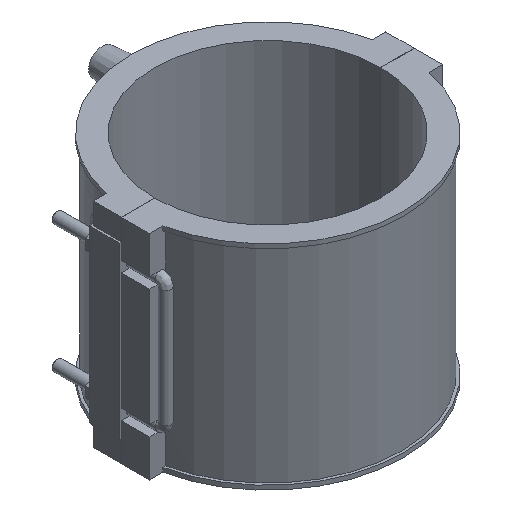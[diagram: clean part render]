
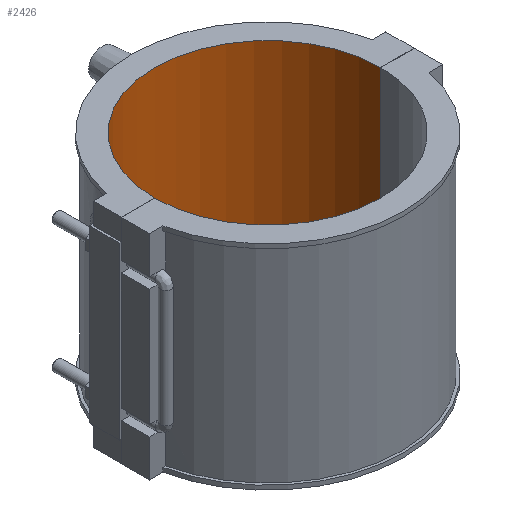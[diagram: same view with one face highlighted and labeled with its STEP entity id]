
A CAD part, isometric view. The second image highlights one B-rep face of the part: STEP entity #2426.
In plain terms, the highlighted cylindrical face has radius 62.5 mm (diameter 125 mm), a partial arc.
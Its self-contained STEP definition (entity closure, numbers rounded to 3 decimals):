
#269=LINE('',#4719,#480);
#296=LINE('',#4945,#507);
#480=VECTOR('',#3091,118.);
#507=VECTOR('',#3208,118.);
#606=CYLINDRICAL_SURFACE('',#2635,62.5);
#731=FACE_OUTER_BOUND('',#910,.T.);
#910=EDGE_LOOP('',(#2200,#2201,#2202,#2203));
#1004=CIRCLE('',#2632,62.5);
#1005=CIRCLE('',#2634,62.5);
#1241=VERTEX_POINT('',#4716);
#1242=VERTEX_POINT('',#4718);
#1269=VERTEX_POINT('',#4942);
#1270=VERTEX_POINT('',#4944);
#1540=EDGE_CURVE('',#1242,#1241,#269,.T.);
#1589=EDGE_CURVE('',#1270,#1269,#296,.T.);
#1592=EDGE_CURVE('',#1242,#1269,#1004,.T.);
#1593=EDGE_CURVE('',#1270,#1241,#1005,.T.);
#2200=ORIENTED_EDGE('',*,*,#1589,.T.);
#2201=ORIENTED_EDGE('',*,*,#1592,.F.);
#2202=ORIENTED_EDGE('',*,*,#1540,.T.);
#2203=ORIENTED_EDGE('',*,*,#1593,.F.);
#2426=ADVANCED_FACE('',(#731),#606,.F.);
#2632=AXIS2_PLACEMENT_3D('',#4950,#3213,#3214);
#2634=AXIS2_PLACEMENT_3D('',#4952,#3217,#3218);
#2635=AXIS2_PLACEMENT_3D('',#4955,#3221,#3222);
#3091=DIRECTION('',(0.,0.,-1.));
#3208=DIRECTION('',(0.,0.,1.));
#3213=DIRECTION('center_axis',(0.,0.,-1.));
#3214=DIRECTION('ref_axis',(-1.,0.,0.));
#3217=DIRECTION('center_axis',(0.,0.,1.));
#3218=DIRECTION('ref_axis',(-1.,0.,0.));
#3221=DIRECTION('center_axis',(0.,0.,1.));
#3222=DIRECTION('ref_axis',(-1.,0.,0.));
#4716=CARTESIAN_POINT('',(-62.5,0.05,-59.));
#4718=CARTESIAN_POINT('',(-62.5,0.05,59.));
#4719=CARTESIAN_POINT('',(-62.5,0.05,0.));
#4942=CARTESIAN_POINT('',(62.5,0.05,59.));
#4944=CARTESIAN_POINT('',(62.5,0.05,-59.));
#4945=CARTESIAN_POINT('',(62.5,0.05,0.));
#4950=CARTESIAN_POINT('Origin',(0.,0.,59.));
#4952=CARTESIAN_POINT('Origin',(0.,0.,-59.));
#4955=CARTESIAN_POINT('Origin',(0.,0.,0.));
